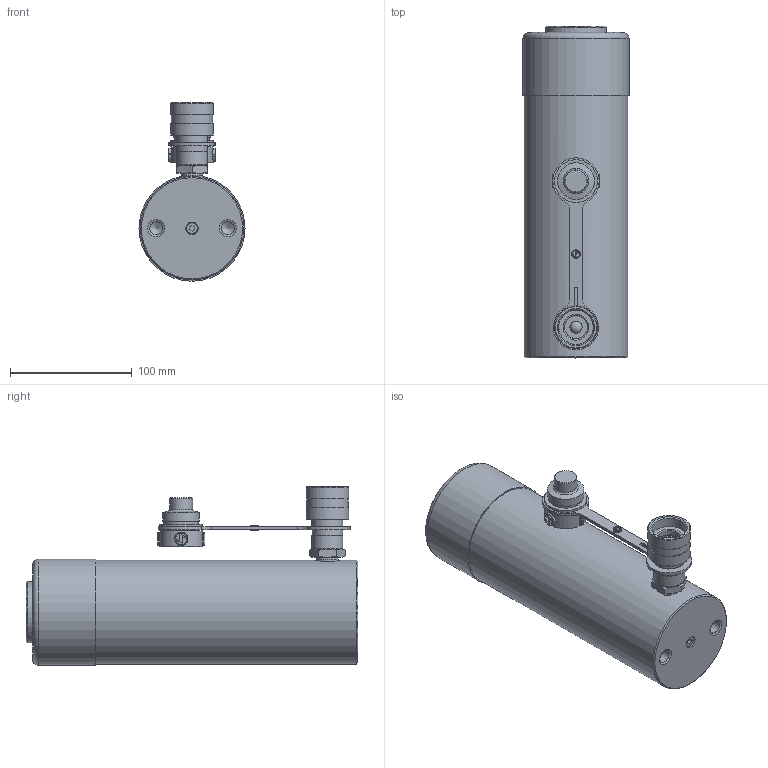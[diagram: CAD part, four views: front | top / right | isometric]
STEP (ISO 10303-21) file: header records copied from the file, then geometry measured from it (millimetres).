
FILE_DESCRIPTION (( 'STEP AP203' ), '1' );
FILE_NAME ('H2506.STEP', '2019-05-17T02:53:19', ( '' ), ( '' ), 'SwSTEP 2.0', 'SolidWorks 2018', '' );
FILE_SCHEMA (( 'CONFIG_CONTROL_DESIGN' ));
Length unit declared in the file: millimetre
Products named in the file (1): H2506
Bounding box: 87 x 272.29 x 146.47 mm (x, y, z)
Volume: 1284180.5 mm3; surface area: 291299.7 mm2
Topology: 15 solids, 15 shells, 485 faces, 1130 edges, 720 vertices
Faces by surface type: plane 183, cylinder 140, bspline 73, cone 64, torus 16, sphere 9
Full cylindrical faces by diameter (mm): 6 x4, 9.6 x1, 10 x2, 10.15 x2, 10.716 x2, 14.1 x1, 14.275 x1, 14.5 x1, 16 x1, 18 x1, 18.6 x1, 18.9 x1, 19 x1, 19.1 x2, 22.6 x2, 25 x1, 25.5 x2, 25.6 x1, 28.3 x1, 28.4 x4, 29 x1, 29.8 x1, 30 x2, 31 x1, 34 x1, 35 x4, 35.5 x2, 36.4 x1, 50 x1, 52.3 x1
Entity records: 16737 total; most frequent: CARTESIAN_POINT 6790, ORIENTED_EDGE 1910, DIRECTION 1875, EDGE_CURVE 955, AXIS2_PLACEMENT_3D 748, EDGE_LOOP 691, VERTEX_POINT 686, FACE_OUTER_BOUND 562
